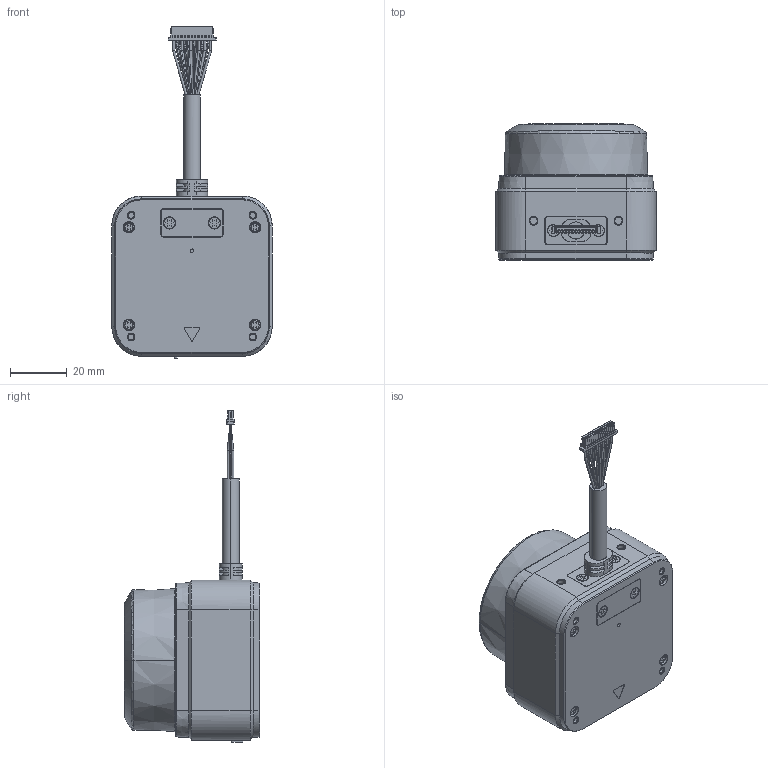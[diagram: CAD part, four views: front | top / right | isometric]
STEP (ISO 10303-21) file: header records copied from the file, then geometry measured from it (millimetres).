
FILE_DESCRIPTION (( 'STEP AP203' ), '1' );
FILE_NAME ('SLAMTEC_LPX_E3_OUTLINE_21052024.STEP', '2024-05-21T02:33:00', ( '' ), ( '' ), 'SwSTEP 2.0', 'SolidWorks 2022', '' );
FILE_SCHEMA (( 'CONFIG_CONTROL_DESIGN' ));
Length unit declared in the file: millimetre
Products named in the file (1): SLAMTEC_LPX_E3_OUTLINE_21052024
Bounding box: 56.63 x 48 x 117.29 mm (x, y, z)
Surface area: 17937.1 mm2 (no closed solid volume)
Topology: 0 solids, 14 shells, 1524 faces, 4143 edges, 2696 vertices
Faces by surface type: plane 1061, cylinder 267, cone 77, bspline 69, torus 50
Entity records: 58049 total; most frequent: CARTESIAN_POINT 27994, ORIENTED_EDGE 8265, EDGE_CURVE 4143, B_SPLINE_CURVE_WITH_KNOTS 4113, DIRECTION 2928, VERTEX_POINT 2696, EDGE_LOOP 1648, FACE_OUTER_BOUND 1524
